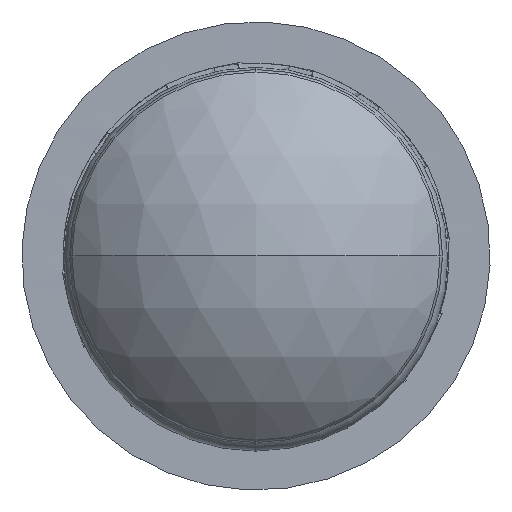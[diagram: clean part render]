
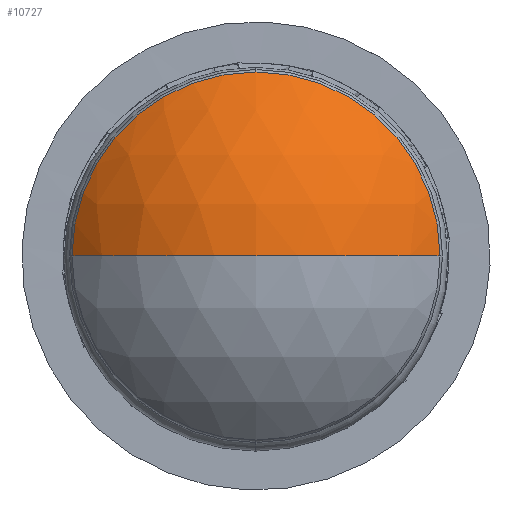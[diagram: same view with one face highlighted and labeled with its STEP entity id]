
A CAD part, left-side view. The second image highlights one B-rep face of the part: STEP entity #10727.
In plain terms, the highlighted spherical face has radius 5.715 mm.
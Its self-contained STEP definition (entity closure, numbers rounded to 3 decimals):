
#1043 = DIRECTION ( 'NONE',  ( -1., 0., 0. ) ) ;
#1150 = CARTESIAN_POINT ( 'NONE',  ( -3.75, -4.312, 0. ) ) ;
#1267 = DIRECTION ( 'NONE',  ( 0., 0., 1. ) ) ;
#1927 = EDGE_LOOP ( 'NONE', ( #12336, #5697, #10493, #3507 ) ) ;
#1952 = VERTEX_POINT ( 'NONE', #1150 ) ;
#3455 = DIRECTION ( 'NONE',  ( 0., 0., 1. ) ) ;
#3507 = ORIENTED_EDGE ( 'NONE', *, *, #14445, .F. ) ;
#3595 = CARTESIAN_POINT ( 'NONE',  ( -3.75, 0., 0. ) ) ;
#4102 = VERTEX_POINT ( 'NONE', #6637 ) ;
#4284 = CIRCLE ( 'NONE', #14874, 4.312 ) ;
#4879 = DIRECTION ( 'NONE',  ( 0., 0., -1. ) ) ;
#5223 = AXIS2_PLACEMENT_3D ( 'NONE', #5980, #3455, #7271 ) ;
#5697 = ORIENTED_EDGE ( 'NONE', *, *, #5910, .T. ) ;
#5790 = EDGE_CURVE ( 'NONE', #4102, #1952, #6587, .T. ) ;
#5852 = CARTESIAN_POINT ( 'NONE',  ( -3.75, 0., 0. ) ) ;
#5910 = EDGE_CURVE ( 'NONE', #15168, #1952, #7007, .T. ) ;
#5980 = CARTESIAN_POINT ( 'NONE',  ( 0., 0., 0. ) ) ;
#6587 = CIRCLE ( 'NONE', #9941, 4.312 ) ;
#6637 = CARTESIAN_POINT ( 'NONE',  ( -3.75, 0., 4.312 ) ) ;
#7007 = CIRCLE ( 'NONE', #13392, 5.715 ) ;
#7146 = DIRECTION ( 'NONE',  ( 0., 0., -1. ) ) ;
#7271 = DIRECTION ( 'NONE',  ( 0., 1., 0. ) ) ;
#7580 = VERTEX_POINT ( 'NONE', #13693 ) ;
#8608 = DIRECTION ( 'NONE',  ( 0., 0., -1. ) ) ;
#8843 = CARTESIAN_POINT ( 'NONE',  ( 0., 0., 0. ) ) ;
#9264 = CARTESIAN_POINT ( 'NONE',  ( -5.715, 0., 0. ) ) ;
#9941 = AXIS2_PLACEMENT_3D ( 'NONE', #3595, #12486, #4879 ) ;
#10109 = DIRECTION ( 'NONE',  ( 0., -1., 0. ) ) ;
#10493 = ORIENTED_EDGE ( 'NONE', *, *, #5790, .F. ) ;
#10727 = ADVANCED_FACE ( 'NONE', ( #15234 ), #12242, .T. ) ;
#12000 = EDGE_CURVE ( 'NONE', #15168, #7580, #14598, .T. ) ;
#12242 = SPHERICAL_SURFACE ( 'NONE', #5223, 5.715 ) ;
#12336 = ORIENTED_EDGE ( 'NONE', *, *, #12000, .F. ) ;
#12486 = DIRECTION ( 'NONE',  ( 1., 0., 0. ) ) ;
#13392 = AXIS2_PLACEMENT_3D ( 'NONE', #8843, #1267, #10109 ) ;
#13689 = AXIS2_PLACEMENT_3D ( 'NONE', #16281, #8608, #1043 ) ;
#13693 = CARTESIAN_POINT ( 'NONE',  ( -3.75, 4.312, 0. ) ) ;
#14445 = EDGE_CURVE ( 'NONE', #7580, #4102, #4284, .T. ) ;
#14598 = CIRCLE ( 'NONE', #13689, 5.715 ) ;
#14783 = DIRECTION ( 'NONE',  ( 1., 0., 0. ) ) ;
#14874 = AXIS2_PLACEMENT_3D ( 'NONE', #5852, #14783, #7146 ) ;
#15168 = VERTEX_POINT ( 'NONE', #9264 ) ;
#15234 = FACE_OUTER_BOUND ( 'NONE', #1927, .T. ) ;
#16281 = CARTESIAN_POINT ( 'NONE',  ( 0., 0., 0. ) ) ;
